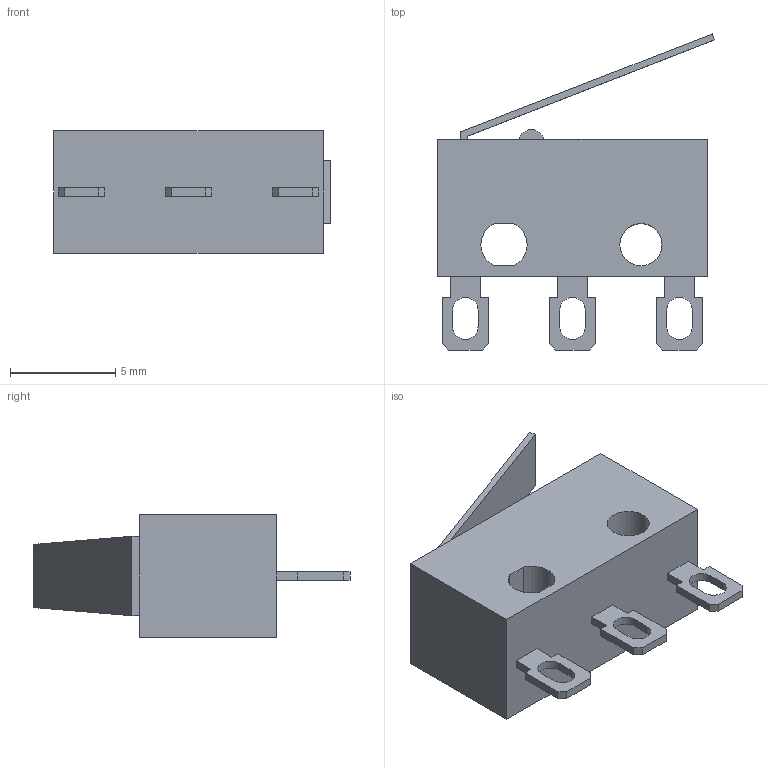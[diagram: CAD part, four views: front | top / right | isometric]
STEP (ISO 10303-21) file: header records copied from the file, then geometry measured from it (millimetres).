
FILE_DESCRIPTION (( 'STEP AP203' ), '1' );
FILE_NAME ('D2F_01FL_D3.step', '2013-07-18T11:08:09', ( 'OSMC1.0 TAKUMI' ), ( 'TAKUMI-Engniaring' ), 'SwSTEP 2.0', 'SolidWorks 2002025', '' );
FILE_SCHEMA (( 'CONFIG_CONTROL_DESIGN' ));
Length unit declared in the file: millimetre
Products named in the file (3): D2F_01FL_D3; D2F_01FL_D3.ACTUATOR; D2F_01FL_D3.BASE
Assembly tree (2 placements, depth 2):
  D2F_01FL_D3
    D2F_01FL_D3.BASE
    D2F_01FL_D3.ACTUATOR
Bounding box: 13.13 x 15 x 5.8 mm (x, y, z)
Volume: 463 mm3; surface area: 597 mm2
Topology: 2 solids, 2 shells, 69 faces, 183 edges, 122 vertices
Faces by surface type: plane 57, cylinder 12
Entity records: 2446 total; most frequent: CARTESIAN_POINT 379, ORIENTED_EDGE 366, DIRECTION 355, EDGE_CURVE 183, LINE 159, VECTOR 159, VERTEX_POINT 122, AXIS2_PLACEMENT_3D 98
